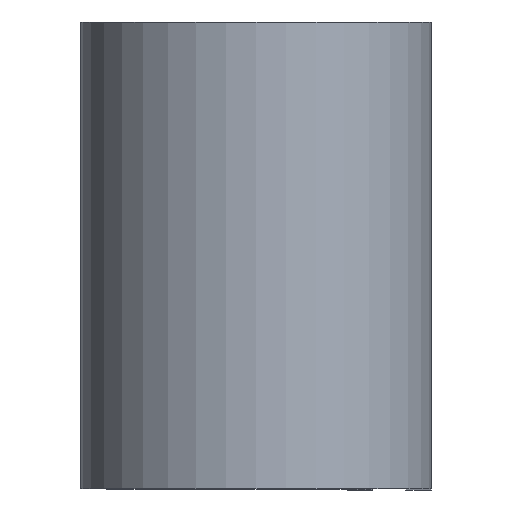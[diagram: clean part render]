
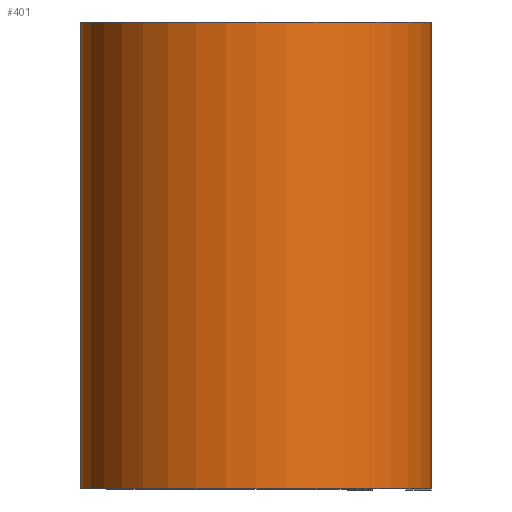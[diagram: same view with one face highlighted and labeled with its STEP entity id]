
A CAD part, top view. The second image highlights one B-rep face of the part: STEP entity #401.
In plain terms, the highlighted cylindrical face has radius 8.357 mm (diameter 16.713 mm), a partial arc.
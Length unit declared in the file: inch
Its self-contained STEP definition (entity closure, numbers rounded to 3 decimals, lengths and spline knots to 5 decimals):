
#34 = AXIS2_PLACEMENT_3D ( 'NONE', #611, #261, #655 ) ;
#68 = AXIS2_PLACEMENT_3D ( 'NONE', #87, #160, #158 ) ;
#74 = ORIENTED_EDGE ( 'NONE', *, *, #472, .T. ) ;
#87 = CARTESIAN_POINT ( 'NONE',  ( 0., 0.4375, 0. ) ) ;
#106 = DIRECTION ( 'NONE',  ( 1., 0., 0. ) ) ;
#151 = ORIENTED_EDGE ( 'NONE', *, *, #693, .T. ) ;
#158 = DIRECTION ( 'NONE',  ( 0., 0., -1. ) ) ;
#160 = DIRECTION ( 'NONE',  ( 0., -1., 0. ) ) ;
#163 = ORIENTED_EDGE ( 'NONE', *, *, #673, .F. ) ;
#240 = DIRECTION ( 'NONE',  ( 0., 1., 0. ) ) ;
#261 = DIRECTION ( 'NONE',  ( 0., 1., 0. ) ) ;
#279 = CARTESIAN_POINT ( 'NONE',  ( 0.329, 0.4375, 0. ) ) ;
#323 = VERTEX_POINT ( 'NONE', #279 ) ;
#342 = ORIENTED_EDGE ( 'NONE', *, *, #541, .F. ) ;
#368 = VERTEX_POINT ( 'NONE', #719 ) ;
#381 = DIRECTION ( 'NONE',  ( 0., -1., 0. ) ) ;
#401 = ADVANCED_FACE ( 'NONE', ( #512 ), #509, .T. ) ;
#428 = CIRCLE ( 'NONE', #34, 0.329 ) ;
#445 = VERTEX_POINT ( 'NONE', #677 ) ;
#459 = AXIS2_PLACEMENT_3D ( 'NONE', #554, #240, #106 ) ;
#461 = VECTOR ( 'NONE', #381, 39.37008 ) ;
#470 = CARTESIAN_POINT ( 'NONE',  ( 0., -0.4375, -0.329 ) ) ;
#472 = EDGE_CURVE ( 'NONE', #368, #538, #478, .T. ) ;
#478 = LINE ( 'NONE', #676, #461 ) ;
#508 = DIRECTION ( 'NONE',  ( 0., -1., 0. ) ) ;
#509 = CYLINDRICAL_SURFACE ( 'NONE', #68, 0.329 ) ;
#512 = FACE_OUTER_BOUND ( 'NONE', #613, .T. ) ;
#538 = VERTEX_POINT ( 'NONE', #470 ) ;
#541 = EDGE_CURVE ( 'NONE', #368, #323, #428, .T. ) ;
#554 = CARTESIAN_POINT ( 'NONE',  ( 0., -0.4375, 0. ) ) ;
#603 = CIRCLE ( 'NONE', #459, 0.329 ) ;
#611 = CARTESIAN_POINT ( 'NONE',  ( 0., 0.4375, 0. ) ) ;
#613 = EDGE_LOOP ( 'NONE', ( #151, #163, #342, #74 ) ) ;
#614 = LINE ( 'NONE', #723, #721 ) ;
#655 = DIRECTION ( 'NONE',  ( 1., 0., 0. ) ) ;
#673 = EDGE_CURVE ( 'NONE', #323, #445, #614, .T. ) ;
#676 = CARTESIAN_POINT ( 'NONE',  ( 0., 0.4375, -0.329 ) ) ;
#677 = CARTESIAN_POINT ( 'NONE',  ( 0.329, -0.4375, 0. ) ) ;
#693 = EDGE_CURVE ( 'NONE', #538, #445, #603, .T. ) ;
#719 = CARTESIAN_POINT ( 'NONE',  ( 0., 0.4375, -0.329 ) ) ;
#721 = VECTOR ( 'NONE', #508, 39.37008 ) ;
#723 = CARTESIAN_POINT ( 'NONE',  ( 0.329, 0.4375, 0. ) ) ;
